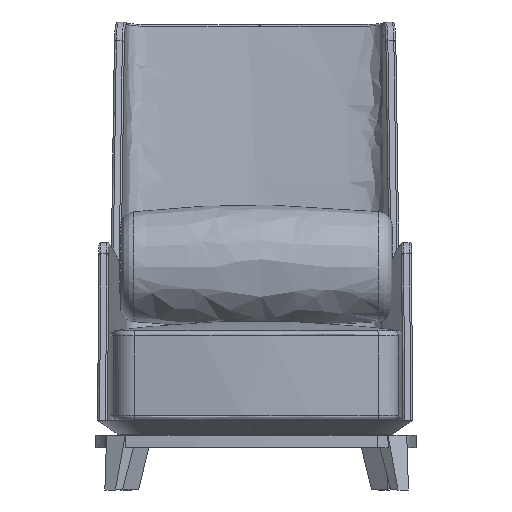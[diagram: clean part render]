
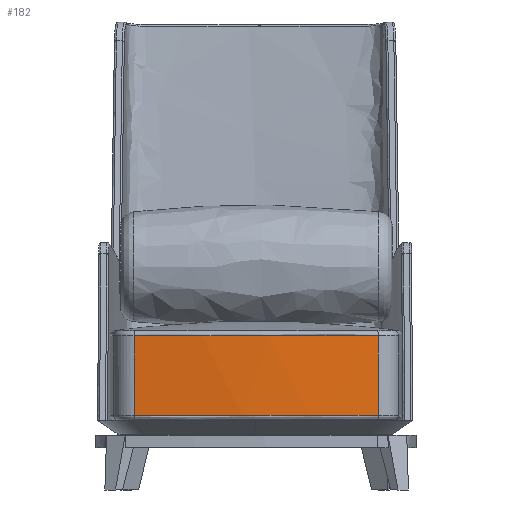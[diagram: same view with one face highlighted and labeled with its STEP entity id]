
A CAD part, front view. The second image highlights one B-rep face of the part: STEP entity #182.
In plain terms, the highlighted free-form (B-spline) face has degree [1, 3] with [2, 11] control points.
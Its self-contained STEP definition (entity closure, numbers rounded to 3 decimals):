
#182=ADVANCED_FACE('',(#309),#1832,.T.);
#309=FACE_OUTER_BOUND('',#436,.T.);
#436=EDGE_LOOP('',(#619,#620,#621,#622));
#619=ORIENTED_EDGE('',*,*,#1191,.T.);
#620=ORIENTED_EDGE('',*,*,#1185,.T.);
#621=ORIENTED_EDGE('',*,*,#1156,.T.);
#622=ORIENTED_EDGE('',*,*,#1187,.F.);
#1156=EDGE_CURVE('',#1649,#1650,#1462,.T.);
#1185=EDGE_CURVE('',#1665,#1649,#1491,.T.);
#1187=EDGE_CURVE('',#1668,#1650,#1493,.T.);
#1191=EDGE_CURVE('',#1668,#1665,#1497,.T.);
#1462=(
BOUNDED_CURVE()
B_SPLINE_CURVE(3,(#3837,#3838,#3839,#3840,#3841,#3842,#3843,#3844,#3845,
#3846,#3847,#3848,#3849,#3850,#3851,#3852,#3853,#3854,#3855,#3856,#3857,
#3858,#3859,#3860,#3861,#3862,#3863,#3864),.UNSPECIFIED.,.F.,.F.)
B_SPLINE_CURVE_WITH_KNOTS((4,1,1,1,1,1,1,1,1,1,1,1,1,1,1,1,1,1,1,1,1,1,
1,1,1,4),(0.,2.133,27.096,33.481,
42.584,66.804,118.225,142.988,167.782,
195.116,220.148,245.077,271.398,294.467,
317.722,340.853,366.369,389.735,413.137,
438.783,461.542,484.284,493.716,499.341,
521.331,524.284),.UNSPECIFIED.)
CURVE()
GEOMETRIC_REPRESENTATION_ITEM()
RATIONAL_B_SPLINE_CURVE((1.,1.,1.,1.,1.,1.,1.,1.,1.,1.,1.,1.,1.,1.,1.,1.,
1.,1.,1.,1.,1.,1.,1.,1.,1.,1.,1.,1.))
REPRESENTATION_ITEM('')
);
#1491=(
BOUNDED_CURVE()
B_SPLINE_CURVE(3,(#4210,#4211,#4212,#4213),.UNSPECIFIED.,.F.,.F.)
B_SPLINE_CURVE_WITH_KNOTS((4,4),(10.,170.294),
 .UNSPECIFIED.)
CURVE()
GEOMETRIC_REPRESENTATION_ITEM()
RATIONAL_B_SPLINE_CURVE((1.,1.,1.,1.))
REPRESENTATION_ITEM('')
);
#1493=(
BOUNDED_CURVE()
B_SPLINE_CURVE(3,(#4225,#4226,#4227,#4228),.UNSPECIFIED.,.F.,.F.)
B_SPLINE_CURVE_WITH_KNOTS((4,4),(10.,170.31),
 .UNSPECIFIED.)
CURVE()
GEOMETRIC_REPRESENTATION_ITEM()
RATIONAL_B_SPLINE_CURVE((1.,1.,1.,1.))
REPRESENTATION_ITEM('')
);
#1497=(
BOUNDED_CURVE()
B_SPLINE_CURVE(3,(#4304,#4305,#4306,#4307,#4308,#4309,#4310,#4311,#4312,
#4313,#4314,#4315,#4316,#4317,#4318,#4319,#4320,#4321,#4322,#4323,#4324,
#4325,#4326,#4327,#4328,#4329,#4330,#4331,#4332,#4333,#4334),
 .UNSPECIFIED.,.F.,.F.)
B_SPLINE_CURVE_WITH_KNOTS((4,1,1,1,1,1,1,1,1,1,1,1,1,1,1,1,1,1,1,1,1,1,
1,1,1,1,1,1,4),(0.,1.879,23.872,
29.496,37.726,60.467,108.864,132.265,
155.638,181.17,204.303,227.534,252.885,
276.79,301.694,326.728,354.078,378.878,
391.26,403.641,455.056,467.166,479.276,
484.43,489.585,495.969,508.449,520.929,
524.281),.UNSPECIFIED.)
CURVE()
GEOMETRIC_REPRESENTATION_ITEM()
RATIONAL_B_SPLINE_CURVE((1.,1.,1.,1.,1.,1.,1.,1.,1.,1.,1.,1.,1.,1.,1.,1.,
1.,1.,1.,1.,1.,1.,1.,1.,1.,1.,1.,1.,1.,1.,1.))
REPRESENTATION_ITEM('')
);
#1649=VERTEX_POINT('',#3579);
#1650=VERTEX_POINT('',#3580);
#1665=VERTEX_POINT('',#3595);
#1668=VERTEX_POINT('',#3598);
#1832=B_SPLINE_SURFACE_WITH_KNOTS('',1,3,((#2952,#2953,#2954,#2955,#2956,
#2957,#2958,#2959,#2960,#2961,#2962),(#2963,#2964,#2965,#2966,#2967,#2968,
#2969,#2970,#2971,#2972,#2973)),.UNSPECIFIED.,.F.,.F.,.F.,(2,2),(4,1,1,
1,1,1,1,1,4),(0.,180.001),(0.,67.775,135.55,
203.326,271.101,339.692,408.282,476.873,
545.463),.UNSPECIFIED.);
#2952=CARTESIAN_POINT('',(224189.847,19727.876,315.958));
#2953=CARTESIAN_POINT('',(224212.494,19725.057,315.958));
#2954=CARTESIAN_POINT('',(224257.79,19719.249,315.958));
#2955=CARTESIAN_POINT('',(224325.889,19713.113,315.958));
#2956=CARTESIAN_POINT('',(224394.607,19709.27,315.958));
#2957=CARTESIAN_POINT('',(224462.019,19707.769,315.958));
#2958=CARTESIAN_POINT('',(224535.815,19708.742,315.958));
#2959=CARTESIAN_POINT('',(224608.182,19712.439,315.958));
#2960=CARTESIAN_POINT('',(224680.785,19718.733,315.958));
#2961=CARTESIAN_POINT('',(224728.988,19724.819,315.958));
#2962=CARTESIAN_POINT('',(224753.105,19727.714,315.958));
#2963=CARTESIAN_POINT('',(224189.847,19727.876,135.957));
#2964=CARTESIAN_POINT('',(224212.494,19725.057,135.957));
#2965=CARTESIAN_POINT('',(224257.79,19719.249,135.957));
#2966=CARTESIAN_POINT('',(224325.889,19713.113,135.957));
#2967=CARTESIAN_POINT('',(224394.607,19709.27,135.957));
#2968=CARTESIAN_POINT('',(224462.019,19707.769,135.957));
#2969=CARTESIAN_POINT('',(224535.815,19708.742,135.957));
#2970=CARTESIAN_POINT('',(224608.182,19712.439,135.957));
#2971=CARTESIAN_POINT('',(224680.785,19718.733,135.957));
#2972=CARTESIAN_POINT('',(224728.988,19724.819,135.957));
#2973=CARTESIAN_POINT('',(224753.105,19727.714,135.957));
#3579=CARTESIAN_POINT('',(224717.066,19723.354,306.251));
#3580=CARTESIAN_POINT('',(224225.805,19723.405,306.267));
#3595=CARTESIAN_POINT('',(224717.066,19723.354,145.957));
#3598=CARTESIAN_POINT('',(224225.805,19723.405,145.957));
#3837=CARTESIAN_POINT('',(224717.066,19723.354,306.251));
#3838=CARTESIAN_POINT('',(224716.404,19723.275,306.256));
#3839=CARTESIAN_POINT('',(224707.997,19722.269,306.313));
#3840=CARTESIAN_POINT('',(224697.594,19721.052,306.379));
#3841=CARTESIAN_POINT('',(224685.002,19719.66,306.452));
#3842=CARTESIAN_POINT('',(224672.629,19718.337,306.521));
#3843=CARTESIAN_POINT('',(224646.202,19715.736,306.655));
#3844=CARTESIAN_POINT('',(224614.856,19713.231,306.781));
#3845=CARTESIAN_POINT('',(224583.299,19711.263,306.877));
#3846=CARTESIAN_POINT('',(224559.251,19710.047,306.937));
#3847=CARTESIAN_POINT('',(224535.105,19709.13,306.982));
#3848=CARTESIAN_POINT('',(224510.913,19708.519,307.014));
#3849=CARTESIAN_POINT('',(224487.038,19708.188,307.034));
#3850=CARTESIAN_POINT('',(224463.773,19708.134,307.04));
#3851=CARTESIAN_POINT('',(224441.028,19708.346,307.034));
#3852=CARTESIAN_POINT('',(224419.281,19708.798,307.017));
#3853=CARTESIAN_POINT('',(224396.778,19709.523,306.986));
#3854=CARTESIAN_POINT('',(224374.254,19710.507,306.942));
#3855=CARTESIAN_POINT('',(224351.656,19711.747,306.884));
#3856=CARTESIAN_POINT('',(224329.03,19713.232,306.812));
#3857=CARTESIAN_POINT('',(224306.607,19714.96,306.725));
#3858=CARTESIAN_POINT('',(224284.405,19716.931,306.624));
#3859=CARTESIAN_POINT('',(224267.277,19718.649,306.533));
#3860=CARTESIAN_POINT('',(224255.498,19719.928,306.463));
#3861=CARTESIAN_POINT('',(224243.964,19721.225,306.393));
#3862=CARTESIAN_POINT('',(224234.464,19722.351,306.329));
#3863=CARTESIAN_POINT('',(224226.722,19723.293,306.274));
#3864=CARTESIAN_POINT('',(224225.805,19723.405,306.267));
#4210=CARTESIAN_POINT('',(224717.066,19723.354,145.957));
#4211=CARTESIAN_POINT('',(224717.066,19723.354,199.389));
#4212=CARTESIAN_POINT('',(224717.066,19723.354,252.82));
#4213=CARTESIAN_POINT('',(224717.066,19723.354,306.251));
#4225=CARTESIAN_POINT('',(224225.805,19723.405,145.957));
#4226=CARTESIAN_POINT('',(224225.805,19723.405,199.394));
#4227=CARTESIAN_POINT('',(224225.805,19723.405,252.831));
#4228=CARTESIAN_POINT('',(224225.805,19723.405,306.267));
#4304=CARTESIAN_POINT('',(224225.805,19723.405,145.957));
#4305=CARTESIAN_POINT('',(224226.389,19723.334,145.957));
#4306=CARTESIAN_POINT('',(224233.798,19722.432,145.957));
#4307=CARTESIAN_POINT('',(224242.964,19721.342,145.957));
#4308=CARTESIAN_POINT('',(224254.123,19720.081,145.957));
#4309=CARTESIAN_POINT('',(224265.525,19718.833,145.957));
#4310=CARTESIAN_POINT('',(224290.271,19716.323,145.957));
#4311=CARTESIAN_POINT('',(224319.784,19713.86,145.957));
#4312=CARTESIAN_POINT('',(224349.518,19711.877,145.957));
#4313=CARTESIAN_POINT('',(224372.122,19710.613,145.957));
#4314=CARTESIAN_POINT('',(224394.653,19709.606,145.957));
#4315=CARTESIAN_POINT('',(224417.153,19708.855,145.957));
#4316=CARTESIAN_POINT('',(224439.606,19708.364,145.957));
#4317=CARTESIAN_POINT('',(224462.303,19708.14,145.957));
#4318=CARTESIAN_POINT('',(224485.517,19708.18,145.957));
#4319=CARTESIAN_POINT('',(224508.629,19708.475,145.957));
#4320=CARTESIAN_POINT('',(224532.819,19709.059,145.957));
#4321=CARTESIAN_POINT('',(224556.974,19709.947,145.957));
#4322=CARTESIAN_POINT('',(224577.157,19710.945,145.957));
#4323=CARTESIAN_POINT('',(224592.652,19711.848,145.957));
#4324=CARTESIAN_POINT('',(224616.456,19713.374,145.957));
#4325=CARTESIAN_POINT('',(224640.156,19715.24,145.957));
#4326=CARTESIAN_POINT('',(224663.748,19717.464,145.957));
#4327=CARTESIAN_POINT('',(224672.906,19718.383,145.957));
#4328=CARTESIAN_POINT('',(224679.894,19719.114,145.957));
#4329=CARTESIAN_POINT('',(224685.095,19719.672,145.957));
#4330=CARTESIAN_POINT('',(224692.573,19720.495,145.957));
#4331=CARTESIAN_POINT('',(224702.321,19721.606,145.957));
#4332=CARTESIAN_POINT('',(224711.113,19722.642,145.957));
#4333=CARTESIAN_POINT('',(224716.026,19723.229,145.957));
#4334=CARTESIAN_POINT('',(224717.066,19723.354,145.957));
